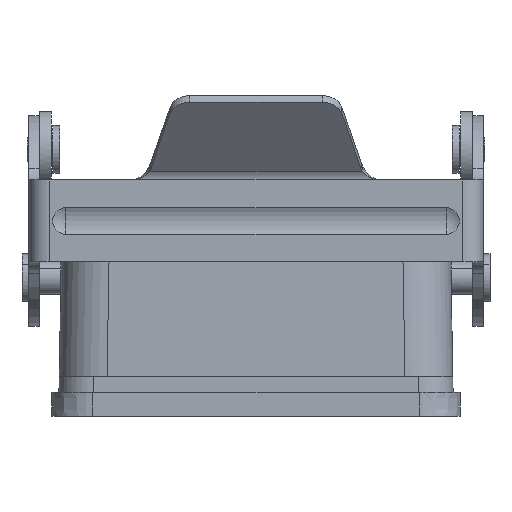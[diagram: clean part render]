
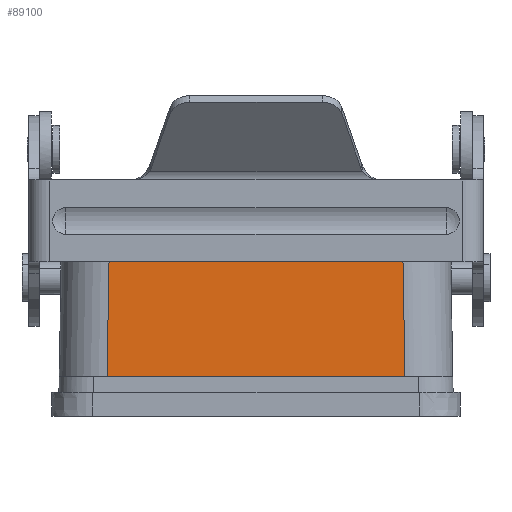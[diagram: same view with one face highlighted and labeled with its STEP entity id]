
A CAD part, front view. The second image highlights one B-rep face of the part: STEP entity #89100.
In plain terms, the highlighted face is planar.
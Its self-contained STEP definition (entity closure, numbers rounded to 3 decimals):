
#88710=CARTESIAN_POINT('',(-9.23,3.997,-24.))
;
#88720=DIRECTION('',(0.,1.,0.017));
#88730=DIRECTION('',(-1.,0.,0.));
#88740=AXIS2_PLACEMENT_3D('',#88710,#88720,#88730);
#88750=PLANE('',#88740);
#88760=CARTESIAN_POINT('',(51.71,3.58,
-0.122));
#88770=DIRECTION('',(-0.017,0.017,
-1.));
#88780=VECTOR('',#88770,1.);
#88790=LINE('',#88760,#88780);
#88800=CARTESIAN_POINT('',(51.642,3.648,-4.));
#88810=VERTEX_POINT('',#88800);
#88820=CARTESIAN_POINT('',(51.337,3.953,-21.5));
#88830=VERTEX_POINT('',#88820);
#88840=EDGE_CURVE('',#88810,#88830,#88790,.T.);
#88850=ORIENTED_EDGE('',*,*,#88840,.F.);
#88860=CARTESIAN_POINT('',(0.,3.953,-21.5));
#88870=DIRECTION('',(1.,0.,-0.));
#88880=VECTOR('',#88870,1.);
#88890=LINE('',#88860,#88880);
#88900=CARTESIAN_POINT('',(8.335,3.953,-21.5));
#88910=VERTEX_POINT('',#88900);
#88920=EDGE_CURVE('',#88910,#88830,#88890,.T.);
#88930=ORIENTED_EDGE('',*,*,#88920,.T.);
#88940=CARTESIAN_POINT('',(7.961,3.58,
-0.122));
#88950=DIRECTION('',(-0.017,-0.017,
1.));
#88960=VECTOR('',#88950,1.);
#88970=LINE('',#88940,#88960);
#88980=CARTESIAN_POINT('',(8.029,3.648,-4.));
#88990=VERTEX_POINT('',#88980);
#89000=EDGE_CURVE('',#88910,#88990,#88970,.T.);
#89010=ORIENTED_EDGE('',*,*,#89000,.F.);
#89020=CARTESIAN_POINT('',(0.,3.648,-4.));
#89030=DIRECTION('',(-1.,0.,0.));
#89040=VECTOR('',#89030,1.);
#89050=LINE('',#89020,#89040);
#89060=EDGE_CURVE('',#88810,#88990,#89050,.T.);
#89070=ORIENTED_EDGE('',*,*,#89060,.T.);
#89080=EDGE_LOOP('',(#89070,#89010,#88930,#88850));
#89090=FACE_OUTER_BOUND('',#89080,.T.);
#89100=ADVANCED_FACE('',(#89090),#88750,.F.);
